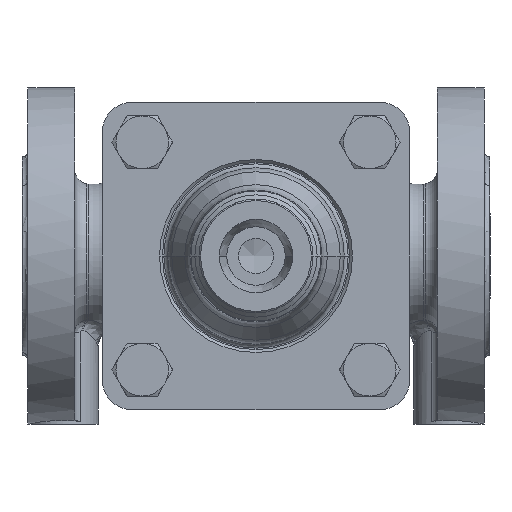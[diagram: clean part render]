
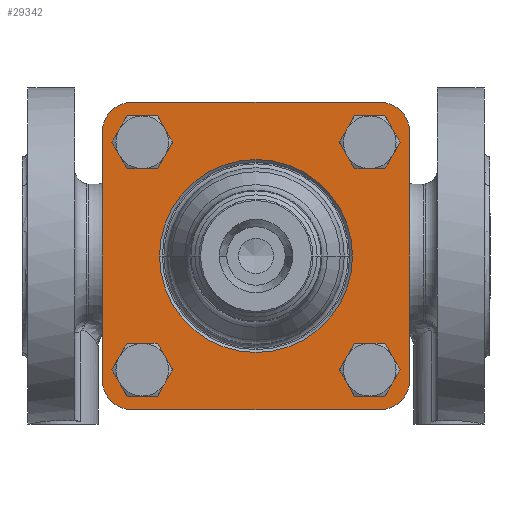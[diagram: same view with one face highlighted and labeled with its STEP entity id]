
A CAD part, front view. The second image highlights one B-rep face of the part: STEP entity #29342.
In plain terms, the highlighted planar face has unit normal (0, -1, 0).
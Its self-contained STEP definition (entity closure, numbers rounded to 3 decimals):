
#28893=CARTESIAN_POINT('',(-42.5,0.,42.5));
#28894=DIRECTION('',(0.,-1.,0.));
#28895=DIRECTION('',(0.,0.,1.));
#28896=AXIS2_PLACEMENT_3D('',#28893,#28894,#28895);
#28898=DIRECTION('',(1.,0.,0.));
#28899=VECTOR('',#28898,85.);
#28900=CARTESIAN_POINT('',(-42.5,0.,52.5));
#28901=LINE('',#28900,#28899);
#28902=CARTESIAN_POINT('',(42.5,0.,42.5));
#28903=DIRECTION('',(0.,-1.,0.));
#28904=DIRECTION('',(1.,0.,0.));
#28905=AXIS2_PLACEMENT_3D('',#28902,#28903,#28904);
#28907=DIRECTION('',(0.,0.,-1.));
#28908=VECTOR('',#28907,85.);
#28909=CARTESIAN_POINT('',(52.5,0.,42.5));
#28910=LINE('',#28909,#28908);
#28911=CARTESIAN_POINT('',(42.5,0.,-42.5));
#28912=DIRECTION('',(0.,-1.,0.));
#28913=DIRECTION('',(0.,0.,-1.));
#28914=AXIS2_PLACEMENT_3D('',#28911,#28912,#28913);
#28916=DIRECTION('',(-1.,0.,0.));
#28917=VECTOR('',#28916,85.);
#28918=CARTESIAN_POINT('',(42.5,0.,-52.5));
#28919=LINE('',#28918,#28917);
#28920=CARTESIAN_POINT('',(-42.5,0.,-42.5));
#28921=DIRECTION('',(0.,-1.,0.));
#28922=DIRECTION('',(-1.,0.,0.));
#28923=AXIS2_PLACEMENT_3D('',#28920,#28921,#28922);
#28925=DIRECTION('',(0.,0.,1.));
#28926=VECTOR('',#28925,85.);
#28927=CARTESIAN_POINT('',(-52.5,0.,-42.5));
#28928=LINE('',#28927,#28926);
#28929=CARTESIAN_POINT('',(0.,0.,
0.));
#28930=DIRECTION('',(0.,1.,0.));
#28931=DIRECTION('',(1.,0.,0.));
#28932=AXIS2_PLACEMENT_3D('',#28929,#28930,#28931);
#28934=CARTESIAN_POINT('',(0.,0.,
0.));
#28935=DIRECTION('',(0.,1.,0.));
#28936=DIRECTION('',(-1.,0.,0.));
#28937=AXIS2_PLACEMENT_3D('',#28934,#28935,#28936);
#28939=CARTESIAN_POINT('',(-38.891,0.,38.891));
#28940=DIRECTION('',(0.,-1.,0.));
#28941=DIRECTION('',(1.,0.,0.));
#28942=AXIS2_PLACEMENT_3D('',#28939,#28940,#28941);
#28944=CARTESIAN_POINT('',(-38.891,0.,38.891));
#28945=DIRECTION('',(0.,-1.,0.));
#28946=DIRECTION('',(-1.,0.,0.));
#28947=AXIS2_PLACEMENT_3D('',#28944,#28945,#28946);
#28949=CARTESIAN_POINT('',(38.891,0.,38.891));
#28950=DIRECTION('',(0.,-1.,0.));
#28951=DIRECTION('',(1.,0.,0.));
#28952=AXIS2_PLACEMENT_3D('',#28949,#28950,#28951);
#28954=CARTESIAN_POINT('',(38.891,0.,38.891));
#28955=DIRECTION('',(0.,-1.,0.));
#28956=DIRECTION('',(-1.,0.,0.));
#28957=AXIS2_PLACEMENT_3D('',#28954,#28955,#28956);
#28959=CARTESIAN_POINT('',(38.891,0.,-38.891));
#28960=DIRECTION('',(0.,-1.,0.));
#28961=DIRECTION('',(1.,0.,0.));
#28962=AXIS2_PLACEMENT_3D('',#28959,#28960,#28961);
#28964=CARTESIAN_POINT('',(38.891,0.,-38.891));
#28965=DIRECTION('',(0.,-1.,0.));
#28966=DIRECTION('',(-1.,0.,0.));
#28967=AXIS2_PLACEMENT_3D('',#28964,#28965,#28966);
#28969=CARTESIAN_POINT('',(-38.891,0.,-38.891));
#28970=DIRECTION('',(0.,-1.,0.));
#28971=DIRECTION('',(1.,0.,0.));
#28972=AXIS2_PLACEMENT_3D('',#28969,#28970,#28971);
#28974=CARTESIAN_POINT('',(-38.891,0.,-38.891));
#28975=DIRECTION('',(0.,-1.,0.));
#28976=DIRECTION('',(-1.,0.,0.));
#28977=AXIS2_PLACEMENT_3D('',#28974,#28975,#28976);
#29209=CARTESIAN_POINT('',(-42.5,0.,52.5));
#29210=CARTESIAN_POINT('',(-52.5,0.,42.5));
#29211=VERTEX_POINT('',#29209);
#29212=VERTEX_POINT('',#29210);
#29217=CARTESIAN_POINT('',(52.5,0.,42.5));
#29218=CARTESIAN_POINT('',(42.5,0.,52.5));
#29219=VERTEX_POINT('',#29217);
#29220=VERTEX_POINT('',#29218);
#29225=CARTESIAN_POINT('',(42.5,0.,-52.5));
#29226=CARTESIAN_POINT('',(52.5,0.,-42.5));
#29227=VERTEX_POINT('',#29225);
#29228=VERTEX_POINT('',#29226);
#29233=CARTESIAN_POINT('',(-52.5,0.,-42.5));
#29234=CARTESIAN_POINT('',(-42.5,0.,-52.5));
#29235=VERTEX_POINT('',#29233);
#29236=VERTEX_POINT('',#29234);
#29249=CARTESIAN_POINT('',(33.,0.,0.));
#29250=CARTESIAN_POINT('',(-33.,0.,
0.));
#29251=VERTEX_POINT('',#29249);
#29252=VERTEX_POINT('',#29250);
#29257=CARTESIAN_POINT('',(-31.891,0.,38.891));
#29258=CARTESIAN_POINT('',(-45.891,0.,38.891));
#29259=VERTEX_POINT('',#29257);
#29260=VERTEX_POINT('',#29258);
#29265=CARTESIAN_POINT('',(45.891,0.,38.891));
#29266=CARTESIAN_POINT('',(31.891,0.,38.891));
#29267=VERTEX_POINT('',#29265);
#29268=VERTEX_POINT('',#29266);
#29273=CARTESIAN_POINT('',(45.891,0.,-38.891));
#29274=CARTESIAN_POINT('',(31.891,0.,-38.891));
#29275=VERTEX_POINT('',#29273);
#29276=VERTEX_POINT('',#29274);
#29281=CARTESIAN_POINT('',(-31.891,0.,-38.891));
#29282=CARTESIAN_POINT('',(-45.891,0.,-38.891));
#29283=VERTEX_POINT('',#29281);
#29284=VERTEX_POINT('',#29282);
#29289=CARTESIAN_POINT('',(0.,0.,0.));
#29290=DIRECTION('',(0.,1.,0.));
#29291=DIRECTION('',(1.,0.,0.));
#29292=AXIS2_PLACEMENT_3D('',#29289,#29290,#29291);
#29293=PLANE('',#29292);
#29295=ORIENTED_EDGE('',*,*,#29294,.F.);
#29297=ORIENTED_EDGE('',*,*,#29296,.T.);
#29299=ORIENTED_EDGE('',*,*,#29298,.F.);
#29301=ORIENTED_EDGE('',*,*,#29300,.T.);
#29303=ORIENTED_EDGE('',*,*,#29302,.F.);
#29305=ORIENTED_EDGE('',*,*,#29304,.T.);
#29307=ORIENTED_EDGE('',*,*,#29306,.F.);
#29309=ORIENTED_EDGE('',*,*,#29308,.T.);
#29310=EDGE_LOOP('',(#29295,#29297,#29299,#29301,#29303,#29305,#29307,#29309));
#29311=FACE_OUTER_BOUND('',#29310,.F.);
#29313=ORIENTED_EDGE('',*,*,#29312,.F.);
#29315=ORIENTED_EDGE('',*,*,#29314,.F.);
#29316=EDGE_LOOP('',(#29313,#29315));
#29317=FACE_BOUND('',#29316,.F.);
#29319=ORIENTED_EDGE('',*,*,#29318,.T.);
#29321=ORIENTED_EDGE('',*,*,#29320,.T.);
#29322=EDGE_LOOP('',(#29319,#29321));
#29323=FACE_BOUND('',#29322,.F.);
#29325=ORIENTED_EDGE('',*,*,#29324,.T.);
#29327=ORIENTED_EDGE('',*,*,#29326,.T.);
#29328=EDGE_LOOP('',(#29325,#29327));
#29329=FACE_BOUND('',#29328,.F.);
#29331=ORIENTED_EDGE('',*,*,#29330,.T.);
#29333=ORIENTED_EDGE('',*,*,#29332,.T.);
#29334=EDGE_LOOP('',(#29331,#29333));
#29335=FACE_BOUND('',#29334,.F.);
#29337=ORIENTED_EDGE('',*,*,#29336,.T.);
#29339=ORIENTED_EDGE('',*,*,#29338,.T.);
#29340=EDGE_LOOP('',(#29337,#29339));
#29341=FACE_BOUND('',#29340,.F.);
#29342=ADVANCED_FACE('',(#29311,#29317,#29323,#29329,#29335,#29341),#29293,.F.);
#28897=CIRCLE('',#28896,10.);
#28906=CIRCLE('',#28905,10.);
#28915=CIRCLE('',#28914,10.);
#28924=CIRCLE('',#28923,10.);
#28933=CIRCLE('',#28932,33.);
#28938=CIRCLE('',#28937,33.);
#28943=CIRCLE('',#28942,7.);
#28948=CIRCLE('',#28947,7.);
#28953=CIRCLE('',#28952,7.);
#28958=CIRCLE('',#28957,7.);
#28963=CIRCLE('',#28962,7.);
#28968=CIRCLE('',#28967,7.);
#28973=CIRCLE('',#28972,7.);
#28978=CIRCLE('',#28977,7.);
#29294=EDGE_CURVE('',#29211,#29212,#28897,.T.);
#29296=EDGE_CURVE('',#29211,#29220,#28901,.T.);
#29298=EDGE_CURVE('',#29219,#29220,#28906,.T.);
#29300=EDGE_CURVE('',#29219,#29228,#28910,.T.);
#29302=EDGE_CURVE('',#29227,#29228,#28915,.T.);
#29304=EDGE_CURVE('',#29227,#29236,#28919,.T.);
#29306=EDGE_CURVE('',#29235,#29236,#28924,.T.);
#29308=EDGE_CURVE('',#29235,#29212,#28928,.T.);
#29312=EDGE_CURVE('',#29251,#29252,#28933,.T.);
#29314=EDGE_CURVE('',#29252,#29251,#28938,.T.);
#29318=EDGE_CURVE('',#29259,#29260,#28943,.T.);
#29320=EDGE_CURVE('',#29260,#29259,#28948,.T.);
#29324=EDGE_CURVE('',#29267,#29268,#28953,.T.);
#29326=EDGE_CURVE('',#29268,#29267,#28958,.T.);
#29330=EDGE_CURVE('',#29275,#29276,#28963,.T.);
#29332=EDGE_CURVE('',#29276,#29275,#28968,.T.);
#29336=EDGE_CURVE('',#29283,#29284,#28973,.T.);
#29338=EDGE_CURVE('',#29284,#29283,#28978,.T.);
